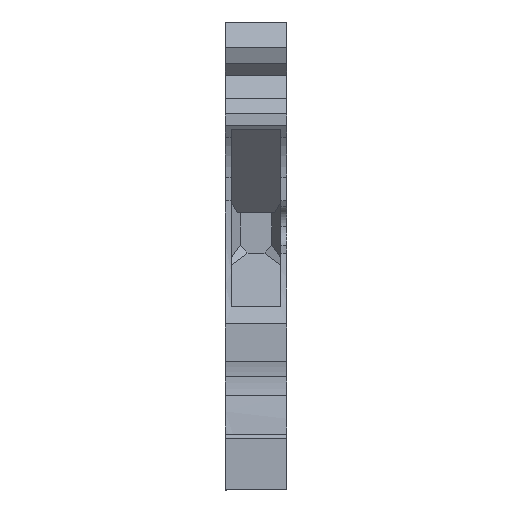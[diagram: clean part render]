
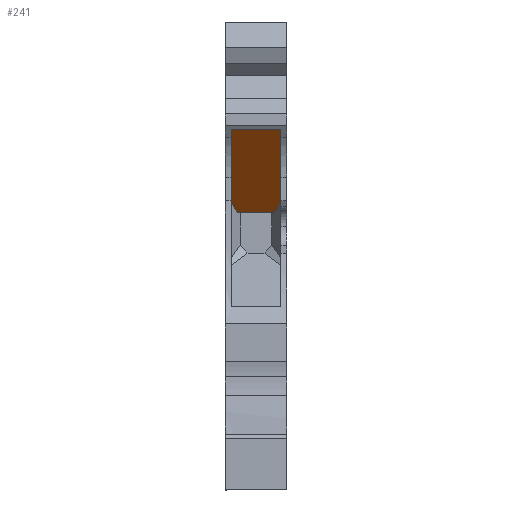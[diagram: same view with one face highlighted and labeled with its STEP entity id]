
A CAD part, front view. The second image highlights one B-rep face of the part: STEP entity #241.
In plain terms, the highlighted planar face has unit normal (0, -0.715, -0.699).
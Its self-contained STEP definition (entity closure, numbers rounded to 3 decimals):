
#241=ADVANCED_FACE('NONE',(#625),#626,.F.);
#625=FACE_OUTER_BOUND('',#1151,.T.);
#626=PLANE('',#1152);
#1151=EDGE_LOOP('',(#1930,#1931,#1932,#1933,#1934,#1935));
#1152=AXIS2_PLACEMENT_3D('',#1936,#1937,#1938);
#1930=ORIENTED_EDGE('',*,*,#3499,.T.);
#1931=ORIENTED_EDGE('',*,*,#3500,.T.);
#1932=ORIENTED_EDGE('',*,*,#3501,.T.);
#1933=ORIENTED_EDGE('',*,*,#3502,.T.);
#1934=ORIENTED_EDGE('',*,*,#3503,.F.);
#1935=ORIENTED_EDGE('',*,*,#3495,.T.);
#1936=CARTESIAN_POINT('',(6.765,10.275,28.095));
#1937=DIRECTION('',(0.,0.715,0.699));
#1938=DIRECTION('',(-1.0,0.,0.));
#3495=EDGE_CURVE('NONE',#4329,#4327,#4330,.T.);
#3499=EDGE_CURVE('NONE',#4327,#4335,#4336,.T.);
#3500=EDGE_CURVE('NONE',#4335,#4337,#4338,.T.);
#3501=EDGE_CURVE('NONE',#4337,#4339,#4340,.T.);
#3502=EDGE_CURVE('NONE',#4339,#4341,#4342,.T.);
#3503=EDGE_CURVE('NONE',#4329,#4341,#4343,.T.);
#4327=VERTEX_POINT('NONE',#5462);
#4329=VERTEX_POINT('NONE',#5465);
#4330=LINE('',#5466,#5467);
#4335=VERTEX_POINT('NONE',#5474);
#4336=LINE('',#5475,#5476);
#4337=VERTEX_POINT('NONE',#5477);
#4338=LINE('',#5478,#5479);
#4339=VERTEX_POINT('NONE',#5480);
#4340=LINE('',#5481,#5482);
#4341=VERTEX_POINT('NONE',#5483);
#4342=LINE('',#5484,#5485);
#4343=LINE('',#5486,#5487);
#5462=CARTESIAN_POINT('',(5.55,2.428,36.125));
#5465=CARTESIAN_POINT('',(5.55,9.559,28.827));
#5466=CARTESIAN_POINT('',(5.55,-6.583,45.345));
#5467=VECTOR('',#6667,1000.0);
#5474=CARTESIAN_POINT('',(0.6,2.428,36.125));
#5475=CARTESIAN_POINT('',(0.,2.428,36.125));
#5476=VECTOR('',#6670,1000.0);
#5477=CARTESIAN_POINT('',(0.6,9.559,28.827));
#5478=CARTESIAN_POINT('',(0.6,-6.583,45.345));
#5479=VECTOR('',#6671,1000.0);
#5480=CARTESIAN_POINT('',(1.208,10.612,27.75));
#5481=CARTESIAN_POINT('',(-7.28,-4.089,42.794));
#5482=VECTOR('',#6672,1000.0);
#5483=CARTESIAN_POINT('',(4.942,10.612,27.75));
#5484=CARTESIAN_POINT('',(5.8,10.612,27.75));
#5485=VECTOR('',#6673,1000.0);
#5486=CARTESIAN_POINT('',(13.43,-4.089,42.794));
#5487=VECTOR('',#6674,1000.0);
#6667=DIRECTION('',(0.,-0.699,0.715));
#6670=DIRECTION('',(-1.0,0.,0.));
#6671=DIRECTION('',(0.,0.699,-0.715));
#6672=DIRECTION('',(0.374,0.648,-0.663));
#6673=DIRECTION('',(1.0,0.,0.));
#6674=DIRECTION('',(-0.374,0.648,-0.663));
